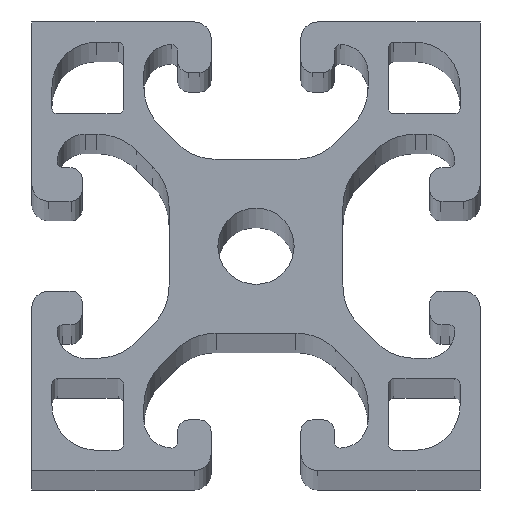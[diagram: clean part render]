
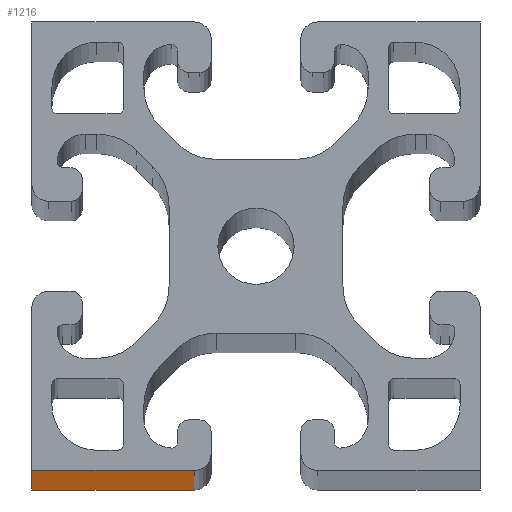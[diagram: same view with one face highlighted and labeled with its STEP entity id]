
A CAD part, top view. The second image highlights one B-rep face of the part: STEP entity #1216.
In plain terms, the highlighted planar face has unit normal (0, -1, 0).
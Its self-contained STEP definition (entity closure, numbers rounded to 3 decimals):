
#174 = ORIENTED_EDGE ( 'NONE', *, *, #1316, .F. ) ;
#181 = LINE ( 'NONE', #1265, #2136 ) ;
#202 = VERTEX_POINT ( 'NONE', #4622 ) ;
#247 = DIRECTION ( 'NONE',  ( 0., 0., -1. ) ) ;
#333 = DIRECTION ( 'NONE',  ( -1., 0., 0. ) ) ;
#448 = VERTEX_POINT ( 'NONE', #1588 ) ;
#513 = VERTEX_POINT ( 'NONE', #4757 ) ;
#551 = VECTOR ( 'NONE', #2704, 1000. ) ;
#601 = CARTESIAN_POINT ( 'NONE',  ( 0., -20., -500. ) ) ;
#1001 = EDGE_CURVE ( 'NONE', #448, #4651, #3846, .T. ) ;
#1188 = EDGE_CURVE ( 'NONE', #448, #202, #181, .T. ) ;
#1216 = ADVANCED_FACE ( 'NONE', ( #1626 ), #2012, .T. ) ;
#1265 = CARTESIAN_POINT ( 'NONE',  ( 0., -20., 500. ) ) ;
#1285 = ORIENTED_EDGE ( 'NONE', *, *, #1491, .T. ) ;
#1311 = CARTESIAN_POINT ( 'NONE',  ( 0., -20., 500. ) ) ;
#1316 = EDGE_CURVE ( 'NONE', #4651, #513, #2862, .T. ) ;
#1468 = ORIENTED_EDGE ( 'NONE', *, *, #1188, .T. ) ;
#1491 = EDGE_CURVE ( 'NONE', #202, #513, #2900, .T. ) ;
#1588 = CARTESIAN_POINT ( 'NONE',  ( -5.5, -20., 500. ) ) ;
#1626 = FACE_OUTER_BOUND ( 'NONE', #4129, .T. ) ;
#1819 = VECTOR ( 'NONE', #333, 1000. ) ;
#2012 = PLANE ( 'NONE',  #4510 ) ;
#2062 = ORIENTED_EDGE ( 'NONE', *, *, #1001, .F. ) ;
#2136 = VECTOR ( 'NONE', #4292, 1000. ) ;
#2312 = CARTESIAN_POINT ( 'NONE',  ( -5.5, -20., 500. ) ) ;
#2704 = DIRECTION ( 'NONE',  ( 0., 0., -1. ) ) ;
#2816 = DIRECTION ( 'NONE',  ( 0., 0., -1. ) ) ;
#2862 = LINE ( 'NONE', #601, #1819 ) ;
#2900 = LINE ( 'NONE', #4380, #3873 ) ;
#3186 = DIRECTION ( 'NONE',  ( 0., -1., 0. ) ) ;
#3846 = LINE ( 'NONE', #2312, #551 ) ;
#3873 = VECTOR ( 'NONE', #247, 1000. ) ;
#4129 = EDGE_LOOP ( 'NONE', ( #174, #2062, #1468, #1285 ) ) ;
#4292 = DIRECTION ( 'NONE',  ( -1., 0., 0. ) ) ;
#4380 = CARTESIAN_POINT ( 'NONE',  ( -20., -20., 500. ) ) ;
#4482 = CARTESIAN_POINT ( 'NONE',  ( -5.5, -20., -500. ) ) ;
#4510 = AXIS2_PLACEMENT_3D ( 'NONE', #1311, #3186, #2816 ) ;
#4622 = CARTESIAN_POINT ( 'NONE',  ( -20., -20., 500. ) ) ;
#4651 = VERTEX_POINT ( 'NONE', #4482 ) ;
#4757 = CARTESIAN_POINT ( 'NONE',  ( -20., -20., -500. ) ) ;
